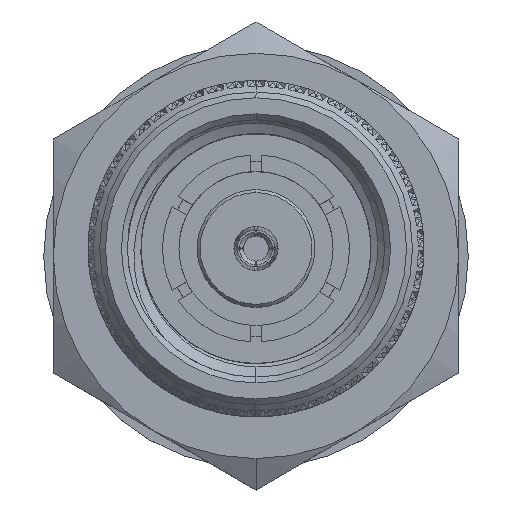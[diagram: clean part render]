
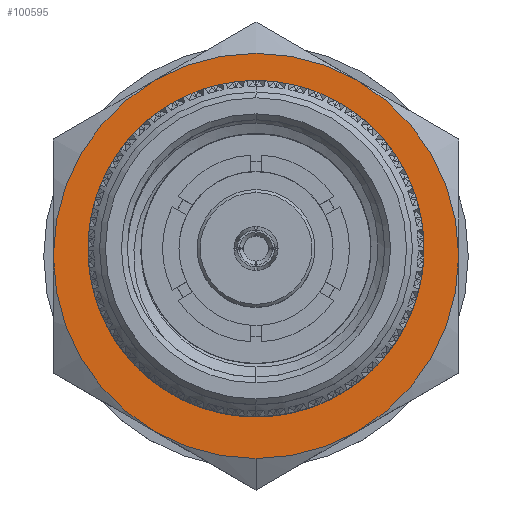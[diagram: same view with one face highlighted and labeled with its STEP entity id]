
A CAD part, top view. The second image highlights one B-rep face of the part: STEP entity #100595.
In plain terms, the highlighted face is planar.
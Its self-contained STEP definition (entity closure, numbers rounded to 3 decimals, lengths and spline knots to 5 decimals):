
#1792 = CARTESIAN_POINT ( 'NONE',  ( 0.8752, 0., 0. ) ) ;
#1847 = CIRCLE ( 'NONE', #53483, 0.25 ) ;
#2240 = DIRECTION ( 'NONE',  ( 1., 0., 0. ) ) ;
#3277 = DIRECTION ( 'NONE',  ( 1., 0., 0. ) ) ;
#4205 = CARTESIAN_POINT ( 'NONE',  ( 0.8752, 0., 0.34449 ) ) ;
#4845 = DIRECTION ( 'NONE',  ( 1., 0., 0. ) ) ;
#4924 = ORIENTED_EDGE ( 'NONE', *, *, #36493, .T. ) ;
#7147 = CIRCLE ( 'NONE', #62051, 0.25 ) ;
#12846 = CARTESIAN_POINT ( 'NONE',  ( 0.8752, 0.34022, 0. ) ) ;
#16286 = CARTESIAN_POINT ( 'NONE',  ( 0.8752, 0.29834, 0.17224 ) ) ;
#17301 = CIRCLE ( 'NONE', #122304, 0.34449 ) ;
#18825 = EDGE_LOOP ( 'NONE', ( #122139, #79115 ) ) ;
#19198 = CARTESIAN_POINT ( 'NONE',  ( 0.8752, 0.29834, -0.17224 ) ) ;
#24564 = VERTEX_POINT ( 'NONE', #102750 ) ;
#26481 = CARTESIAN_POINT ( 'NONE',  ( 0.8752, 0., 0. ) ) ;
#28662 = CARTESIAN_POINT ( 'NONE',  ( 0.8752, -0.29834, 0.17224 ) ) ;
#30364 = DIRECTION ( 'NONE',  ( 1., 0., 0. ) ) ;
#34844 = CIRCLE ( 'NONE', #81036, 0.34449 ) ;
#36493 = EDGE_CURVE ( 'NONE', #104391, #105633, #61408, .T. ) ;
#42158 = AXIS2_PLACEMENT_3D ( 'NONE', #117152, #97789, #67528 ) ;
#45027 = CARTESIAN_POINT ( 'NONE',  ( 0.8752, 0., 0. ) ) ;
#46550 = VERTEX_POINT ( 'NONE', #4205 ) ;
#50666 = CIRCLE ( 'NONE', #60923, 0.34449 ) ;
#50968 = AXIS2_PLACEMENT_3D ( 'NONE', #79992, #118768, #108994 ) ;
#51993 = EDGE_CURVE ( 'NONE', #24564, #62324, #34844, .T. ) ;
#53483 = AXIS2_PLACEMENT_3D ( 'NONE', #1792, #2240, #89177 ) ;
#56767 = ORIENTED_EDGE ( 'NONE', *, *, #121808, .T. ) ;
#59024 = AXIS2_PLACEMENT_3D ( 'NONE', #70994, #30364, #110369 ) ;
#59808 = EDGE_CURVE ( 'NONE', #46550, #119442, #103740, .T. ) ;
#60845 = CARTESIAN_POINT ( 'NONE',  ( 0.8752, 0., 0. ) ) ;
#60878 = FACE_BOUND ( 'NONE', #18825, .T. ) ;
#60923 = AXIS2_PLACEMENT_3D ( 'NONE', #125487, #66725, #77112 ) ;
#61408 = CIRCLE ( 'NONE', #59024, 0.34449 ) ;
#62051 = AXIS2_PLACEMENT_3D ( 'NONE', #60845, #62143, #91115 ) ;
#62143 = DIRECTION ( 'NONE',  ( 1., 0., 0. ) ) ;
#62267 = EDGE_CURVE ( 'NONE', #97527, #104391, #121720, .T. ) ;
#62324 = VERTEX_POINT ( 'NONE', #63730 ) ;
#62788 = DIRECTION ( 'NONE',  ( 0., 1., 0. ) ) ;
#62957 = PLANE ( 'NONE',  #102615 ) ;
#63188 = ORIENTED_EDGE ( 'NONE', *, *, #51993, .T. ) ;
#63730 = CARTESIAN_POINT ( 'NONE',  ( 0.8752, 0., -0.34449 ) ) ;
#64952 = ORIENTED_EDGE ( 'NONE', *, *, #82214, .T. ) ;
#66725 = DIRECTION ( 'NONE',  ( 1., 0., 0. ) ) ;
#67528 = DIRECTION ( 'NONE',  ( 0., 1., 0. ) ) ;
#70013 = VERTEX_POINT ( 'NONE', #99150 ) ;
#70994 = CARTESIAN_POINT ( 'NONE',  ( 0.8752, 0., 0. ) ) ;
#71976 = DIRECTION ( 'NONE',  ( 0., 1., 0. ) ) ;
#75563 = ORIENTED_EDGE ( 'NONE', *, *, #59808, .T. ) ;
#77112 = DIRECTION ( 'NONE',  ( 0., 1., 0. ) ) ;
#79115 = ORIENTED_EDGE ( 'NONE', *, *, #120688, .F. ) ;
#79581 = EDGE_CURVE ( 'NONE', #119442, #24564, #50666, .T. ) ;
#79891 = CARTESIAN_POINT ( 'NONE',  ( 0.8752, 0.34449, 0. ) ) ;
#79992 = CARTESIAN_POINT ( 'NONE',  ( 0.8752, 0., 0. ) ) ;
#80980 = ORIENTED_EDGE ( 'NONE', *, *, #79581, .T. ) ;
#81036 = AXIS2_PLACEMENT_3D ( 'NONE', #103093, #93576, #71976 ) ;
#81048 = FACE_OUTER_BOUND ( 'NONE', #118990, .T. ) ;
#81603 = CARTESIAN_POINT ( 'NONE',  ( 0.8752, 0.25, 0. ) ) ;
#81852 = EDGE_CURVE ( 'NONE', #70013, #87030, #7147, .T. ) ;
#82214 = EDGE_CURVE ( 'NONE', #105633, #46550, #124586, .T. ) ;
#84760 = ORIENTED_EDGE ( 'NONE', *, *, #62267, .T. ) ;
#87030 = VERTEX_POINT ( 'NONE', #81603 ) ;
#89177 = DIRECTION ( 'NONE',  ( 0., 1., 0. ) ) ;
#91115 = DIRECTION ( 'NONE',  ( 0., 1., 0. ) ) ;
#92385 = DIRECTION ( 'NONE',  ( 0., 1., 0. ) ) ;
#93576 = DIRECTION ( 'NONE',  ( 1., 0., 0. ) ) ;
#97527 = VERTEX_POINT ( 'NONE', #19198 ) ;
#97789 = DIRECTION ( 'NONE',  ( 1., 0., 0. ) ) ;
#99150 = CARTESIAN_POINT ( 'NONE',  ( 0.8752, -0.25, 0. ) ) ;
#100595 = ADVANCED_FACE ( 'NONE', ( #60878, #81048 ), #62957, .T. ) ;
#102615 = AXIS2_PLACEMENT_3D ( 'NONE', #12846, #3277, #92385 ) ;
#102750 = CARTESIAN_POINT ( 'NONE',  ( 0.8752, -0.29834, -0.17224 ) ) ;
#103093 = CARTESIAN_POINT ( 'NONE',  ( 0.8752, 0., 0. ) ) ;
#103740 = CIRCLE ( 'NONE', #50968, 0.34449 ) ;
#104391 = VERTEX_POINT ( 'NONE', #79891 ) ;
#105164 = AXIS2_PLACEMENT_3D ( 'NONE', #26481, #120562, #62788 ) ;
#105633 = VERTEX_POINT ( 'NONE', #16286 ) ;
#108994 = DIRECTION ( 'NONE',  ( 0., 1., 0. ) ) ;
#110369 = DIRECTION ( 'NONE',  ( 0., 1., 0. ) ) ;
#114634 = DIRECTION ( 'NONE',  ( 0., 1., 0. ) ) ;
#117152 = CARTESIAN_POINT ( 'NONE',  ( 0.8752, 0., 0. ) ) ;
#118768 = DIRECTION ( 'NONE',  ( 1., 0., 0. ) ) ;
#118990 = EDGE_LOOP ( 'NONE', ( #84760, #4924, #64952, #75563, #80980, #63188, #56767 ) ) ;
#119442 = VERTEX_POINT ( 'NONE', #28662 ) ;
#120562 = DIRECTION ( 'NONE',  ( 1., 0., 0. ) ) ;
#120688 = EDGE_CURVE ( 'NONE', #87030, #70013, #1847, .T. ) ;
#121720 = CIRCLE ( 'NONE', #105164, 0.34449 ) ;
#121808 = EDGE_CURVE ( 'NONE', #62324, #97527, #17301, .T. ) ;
#122139 = ORIENTED_EDGE ( 'NONE', *, *, #81852, .F. ) ;
#122304 = AXIS2_PLACEMENT_3D ( 'NONE', #45027, #4845, #114634 ) ;
#124586 = CIRCLE ( 'NONE', #42158, 0.34449 ) ;
#125487 = CARTESIAN_POINT ( 'NONE',  ( 0.8752, 0., 0. ) ) ;
